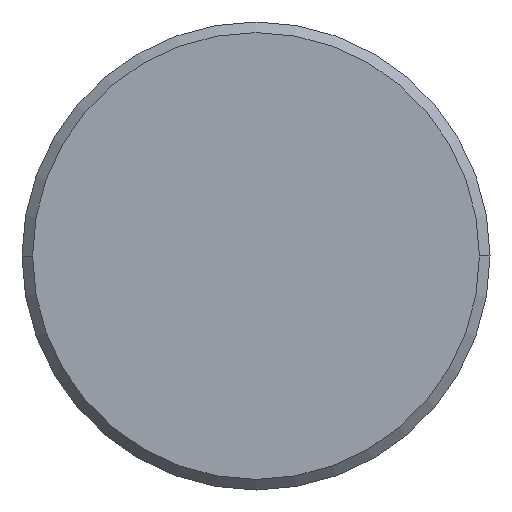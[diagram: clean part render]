
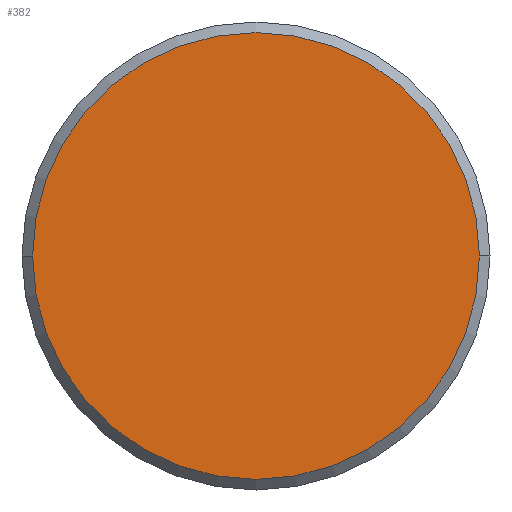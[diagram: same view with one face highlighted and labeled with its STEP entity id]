
A CAD part, left-side view. The second image highlights one B-rep face of the part: STEP entity #382.
In plain terms, the highlighted planar face has unit normal (-1, 0, 0).
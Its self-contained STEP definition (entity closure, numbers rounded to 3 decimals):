
#1 = CARTESIAN_POINT ( 'NONE',  ( 0., 0., 0. ) ) ;
#9 = CARTESIAN_POINT ( 'NONE',  ( 0., 0., 0. ) ) ;
#13 = CIRCLE ( 'NONE', #231, 10.5 ) ;
#37 = DIRECTION ( 'NONE',  ( -1., 0., 0. ) ) ;
#71 = PLANE ( 'NONE',  #129 ) ;
#92 = ORIENTED_EDGE ( 'NONE', *, *, #100, .T. ) ;
#100 = EDGE_CURVE ( 'NONE', #296, #341, #245, .T. ) ;
#129 = AXIS2_PLACEMENT_3D ( 'NONE', #1, #37, #310 ) ;
#132 = DIRECTION ( 'NONE',  ( -1., 0., 0. ) ) ;
#151 = CARTESIAN_POINT ( 'NONE',  ( 0., 0., 0. ) ) ;
#178 = CARTESIAN_POINT ( 'NONE',  ( 0., -10.5, 0. ) ) ;
#231 = AXIS2_PLACEMENT_3D ( 'NONE', #151, #295, #234 ) ;
#234 = DIRECTION ( 'NONE',  ( 0., -1., 0. ) ) ;
#245 = CIRCLE ( 'NONE', #298, 10.5 ) ;
#258 = EDGE_CURVE ( 'NONE', #341, #296, #13, .T. ) ;
#268 = EDGE_LOOP ( 'NONE', ( #359, #92 ) ) ;
#279 = CARTESIAN_POINT ( 'NONE',  ( 0., 10.5, 0. ) ) ;
#295 = DIRECTION ( 'NONE',  ( -1., 0., 0. ) ) ;
#296 = VERTEX_POINT ( 'NONE', #178 ) ;
#298 = AXIS2_PLACEMENT_3D ( 'NONE', #9, #132, #319 ) ;
#310 = DIRECTION ( 'NONE',  ( 0., -1., 0. ) ) ;
#319 = DIRECTION ( 'NONE',  ( 0., -1., 0. ) ) ;
#341 = VERTEX_POINT ( 'NONE', #279 ) ;
#359 = ORIENTED_EDGE ( 'NONE', *, *, #258, .T. ) ;
#369 = FACE_OUTER_BOUND ( 'NONE', #268, .T. ) ;
#382 = ADVANCED_FACE ( 'NONE', ( #369 ), #71, .T. ) ;
